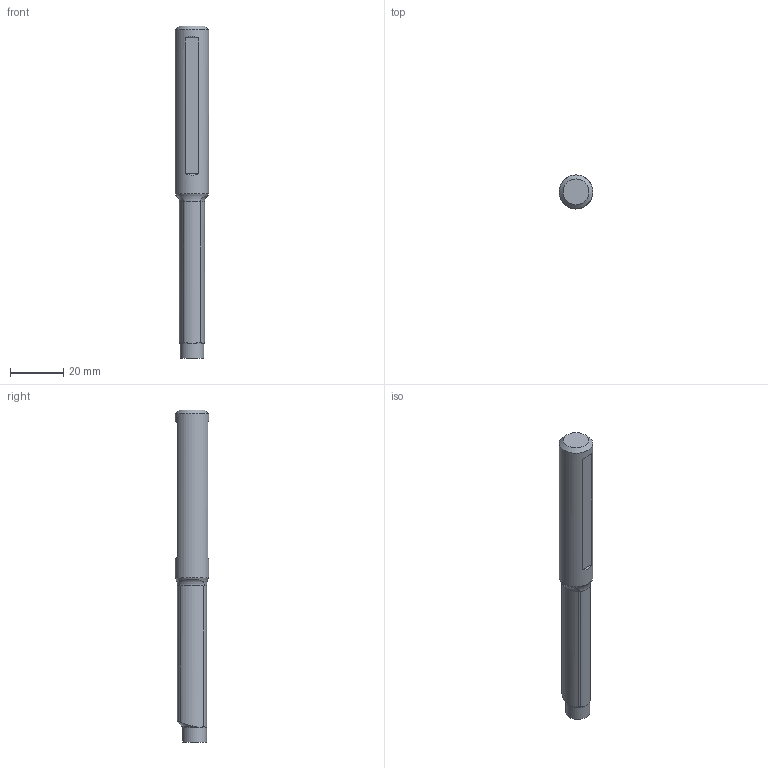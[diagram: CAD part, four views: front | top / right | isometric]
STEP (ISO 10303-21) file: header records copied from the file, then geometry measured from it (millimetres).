
FILE_DESCRIPTION(/* description */ (''),/* implementation_level */ '2;1');
FILE_NAME(/* name */ '1589879777668.stp',/* time_stamp */ '2020-05-19T14:46:30+05:00',/* author */ (''),/* organization */ ('SMS'),/* preprocessor_version */ 'ST-DEVELOPER v16.7',/* originating_system */ 'SIEMENS PLM Software NX 12.0',/* authorisation */ '');
FILE_SCHEMA (('AUTOMOTIVE_DESIGN { 1 0 10303 214 3 1 1 1 }'));
Length unit declared in the file: millimetre
Products named in the file (1): 202737991mod000_00
Bounding box: 12.7 x 12.7 x 124.7 mm (x, y, z)
Volume: 12738.1 mm3; surface area: 4664.6 mm2
Topology: 1 solids, 1 shells, 28 faces, 63 edges, 42 vertices
Faces by surface type: cylinder 10, torus 8, plane 8, cone 2
Full cylindrical faces by diameter (mm): 9 x1, 12.7 x1
Entity records: 875 total; most frequent: CARTESIAN_POINT 250, DIRECTION 116, ORIENTED_EDGE 114, EDGE_CURVE 57, AXIS2_PLACEMENT_3D 50, VERTEX_POINT 37, EDGE_LOOP 34, ADVANCED_FACE 28
